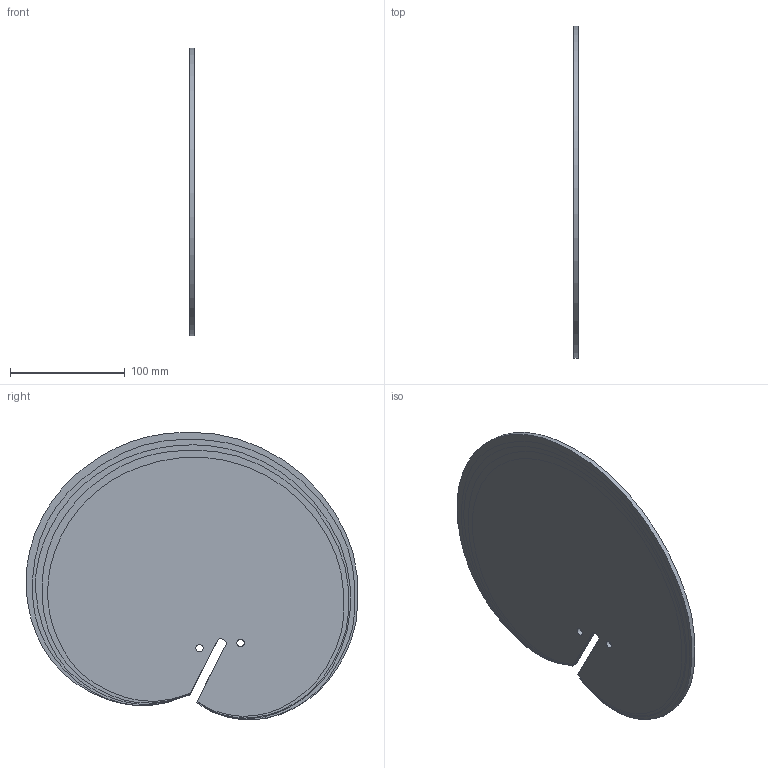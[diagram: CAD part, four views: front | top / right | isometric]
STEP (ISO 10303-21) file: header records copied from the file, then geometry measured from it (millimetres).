
FILE_DESCRIPTION(/* description */ (''),/* implementation_level */ '2;1');
FILE_NAME(/* name */ 'Levas_1_2.step',/* time_stamp */ '2020-03-30T22:57:21+02:00',/* author */ (''),/* organization */ (''),/* preprocessor_version */ 'ST-DEVELOPER v18',/* originating_system */ 'Autodesk Translation Framework v8.12.0.6',/* authorisation */ '');
FILE_SCHEMA (('AUTOMOTIVE_DESIGN { 1 0 10303 214 3 1 1 }'));
Length unit declared in the file: millimetre
Products named in the file (1): Levas NEW SET2
Bounding box: 4 x 288.81 x 250.31 mm (x, y, z)
Surface area: 528797.2 mm2
Topology: 5 solids, 5 shells, 42 faces, 96 edges, 64 vertices
Faces by surface type: plane 20, cylinder 17, bspline 5
Full cylindrical faces by diameter (mm): 6.4 x10
Entity records: 3709 total; most frequent: CARTESIAN_POINT 2713, ORIENTED_EDGE 192, DIRECTION 189, EDGE_CURVE 96, AXIS2_PLACEMENT_3D 72, VERTEX_POINT 64, EDGE_LOOP 62, LINE 45
